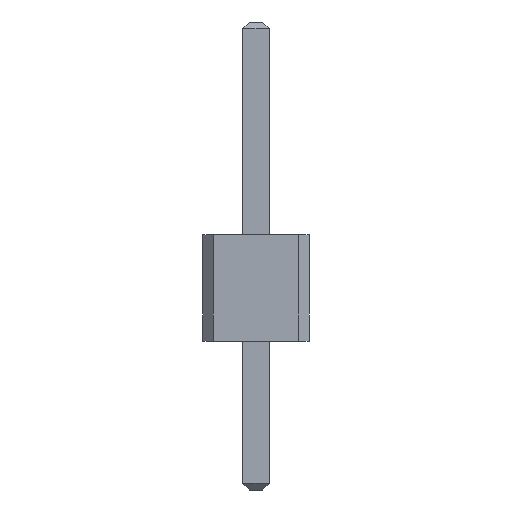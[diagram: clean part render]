
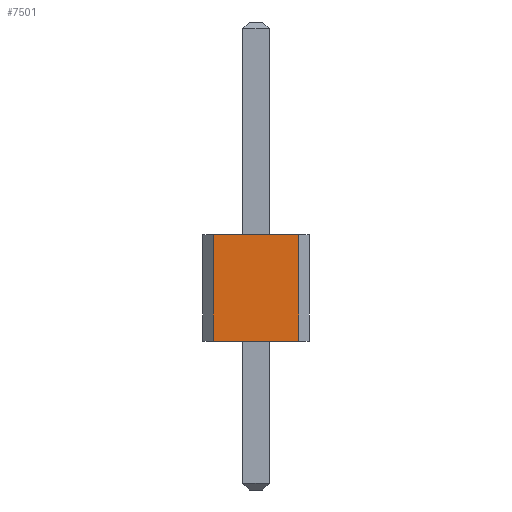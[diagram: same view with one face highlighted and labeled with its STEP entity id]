
A CAD part, front view. The second image highlights one B-rep face of the part: STEP entity #7501.
In plain terms, the highlighted planar face has unit normal (0, -1, 0).
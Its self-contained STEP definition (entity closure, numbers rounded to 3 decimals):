
#743 = VERTEX_POINT('',#744);
#744 = CARTESIAN_POINT('',(0.8,-55.,0.));
#750 = EDGE_CURVE('',#751,#743,#753,.T.);
#751 = VERTEX_POINT('',#752);
#752 = CARTESIAN_POINT('',(-0.8,-55.,0.));
#753 = LINE('',#754,#755);
#754 = CARTESIAN_POINT('',(-1.,-55.,0.));
#755 = VECTOR('',#756,1.);
#756 = DIRECTION('',(1.,0.,0.));
#3079 = VERTEX_POINT('',#3080);
#3080 = CARTESIAN_POINT('',(-0.8,-55.,2.));
#3086 = EDGE_CURVE('',#3079,#3087,#3089,.T.);
#3087 = VERTEX_POINT('',#3088);
#3088 = CARTESIAN_POINT('',(0.8,-55.,2.));
#3089 = LINE('',#3090,#3091);
#3090 = CARTESIAN_POINT('',(-1.,-55.,2.));
#3091 = VECTOR('',#3092,1.);
#3092 = DIRECTION('',(1.,0.,0.));
#7491 = EDGE_CURVE('',#751,#3079,#7492,.T.);
#7492 = LINE('',#7493,#7494);
#7493 = CARTESIAN_POINT('',(-0.8,-55.,0.));
#7494 = VECTOR('',#7495,1.);
#7495 = DIRECTION('',(0.,0.,1.));
#7501 = ADVANCED_FACE('',(#7502),#7513,.F.);
#7502 = FACE_BOUND('',#7503,.F.);
#7503 = EDGE_LOOP('',(#7504,#7505,#7506,#7507));
#7504 = ORIENTED_EDGE('',*,*,#750,.F.);
#7505 = ORIENTED_EDGE('',*,*,#7491,.T.);
#7506 = ORIENTED_EDGE('',*,*,#3086,.T.);
#7507 = ORIENTED_EDGE('',*,*,#7508,.F.);
#7508 = EDGE_CURVE('',#743,#3087,#7509,.T.);
#7509 = LINE('',#7510,#7511);
#7510 = CARTESIAN_POINT('',(0.8,-55.,0.));
#7511 = VECTOR('',#7512,1.);
#7512 = DIRECTION('',(0.,0.,1.));
#7513 = PLANE('',#7514);
#7514 = AXIS2_PLACEMENT_3D('',#7515,#7516,#7517);
#7515 = CARTESIAN_POINT('',(-1.,-55.,0.));
#7516 = DIRECTION('',(0.,1.,0.));
#7517 = DIRECTION('',(1.,0.,0.));
